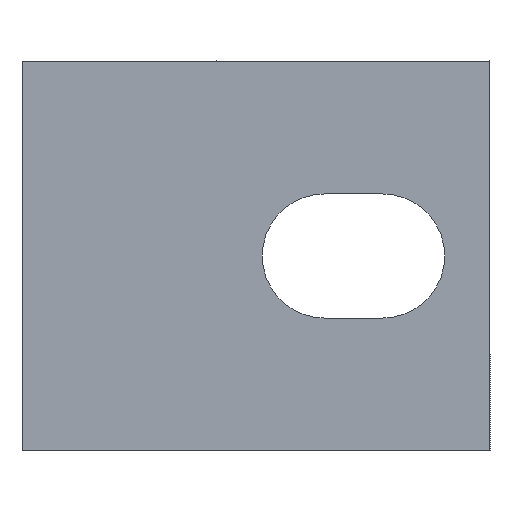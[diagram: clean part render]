
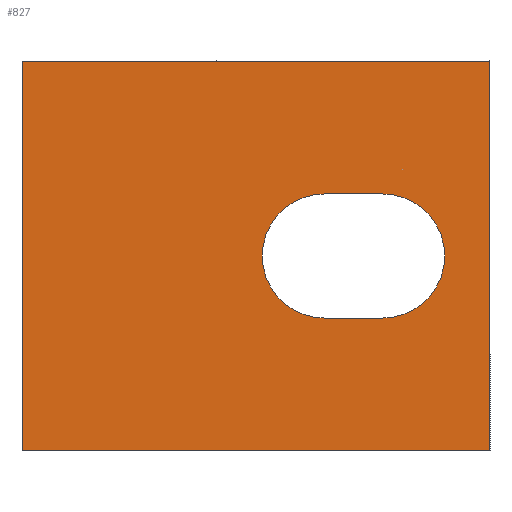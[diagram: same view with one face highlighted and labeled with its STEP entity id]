
A CAD part, front view. The second image highlights one B-rep face of the part: STEP entity #827.
In plain terms, the highlighted planar face has unit normal (0, -1, 0).
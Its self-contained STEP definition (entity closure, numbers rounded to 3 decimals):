
#7 = EDGE_CURVE ( 'NONE', #645, #178, #598, .T. ) ;
#10 = CARTESIAN_POINT ( 'NONE',  ( 9.25, -7.021, -2.255 ) ) ;
#17 = VERTEX_POINT ( 'NONE', #289 ) ;
#34 = AXIS2_PLACEMENT_3D ( 'NONE', #480, #253, #409 ) ;
#40 = EDGE_CURVE ( 'NONE', #167, #432, #131, .T. ) ;
#50 = DIRECTION ( 'NONE',  ( 0., 1., 0. ) ) ;
#73 = FACE_OUTER_BOUND ( 'NONE', #242, .T. ) ;
#80 = DIRECTION ( 'NONE',  ( 0., 1., 0. ) ) ;
#83 = AXIS2_PLACEMENT_3D ( 'NONE', #641, #80, #403 ) ;
#89 = PLANE ( 'NONE',  #34 ) ;
#97 = CARTESIAN_POINT ( 'NONE',  ( 6.16, -7.021, -0.665 ) ) ;
#106 = ORIENTED_EDGE ( 'NONE', *, *, #714, .F. ) ;
#107 = CARTESIAN_POINT ( 'NONE',  ( 0., -7.021, 0.925 ) ) ;
#124 = LINE ( 'NONE', #843, #731 ) ;
#131 = CIRCLE ( 'NONE', #710, 1.59 ) ;
#133 = EDGE_CURVE ( 'NONE', #178, #17, #392, .T. ) ;
#141 = DIRECTION ( 'NONE',  ( -1., 0., 0. ) ) ;
#167 = VERTEX_POINT ( 'NONE', #314 ) ;
#178 = VERTEX_POINT ( 'NONE', #1000 ) ;
#192 = ORIENTED_EDGE ( 'NONE', *, *, #133, .T. ) ;
#210 = DIRECTION ( 'NONE',  ( 0., 0., -1. ) ) ;
#213 = CARTESIAN_POINT ( 'NONE',  ( 9.25, -7.021, -0.665 ) ) ;
#242 = EDGE_LOOP ( 'NONE', ( #192, #106, #892, #327 ) ) ;
#253 = DIRECTION ( 'NONE',  ( 0., 1., 0. ) ) ;
#257 = EDGE_CURVE ( 'NONE', #554, #167, #558, .T. ) ;
#259 = ORIENTED_EDGE ( 'NONE', *, *, #380, .F. ) ;
#289 = CARTESIAN_POINT ( 'NONE',  ( 0., -7.021, -5.665 ) ) ;
#292 = DIRECTION ( 'NONE',  ( 0., 1., 0. ) ) ;
#300 = LINE ( 'NONE', #847, #842 ) ;
#314 = CARTESIAN_POINT ( 'NONE',  ( 7.75, -7.021, -2.255 ) ) ;
#321 = CARTESIAN_POINT ( 'NONE',  ( 0., -7.021, 4.335 ) ) ;
#327 = ORIENTED_EDGE ( 'NONE', *, *, #7, .T. ) ;
#339 = ORIENTED_EDGE ( 'NONE', *, *, #257, .T. ) ;
#352 = DIRECTION ( 'NONE',  ( 0., 0., -1. ) ) ;
#377 = CARTESIAN_POINT ( 'NONE',  ( 12., -7.021, 4.335 ) ) ;
#380 = EDGE_CURVE ( 'NONE', #906, #700, #514, .T. ) ;
#381 = CARTESIAN_POINT ( 'NONE',  ( 0., -7.021, -2.255 ) ) ;
#392 = LINE ( 'NONE', #321, #919 ) ;
#403 = DIRECTION ( 'NONE',  ( -1., 0., 0. ) ) ;
#409 = DIRECTION ( 'NONE',  ( 0., 0., 1. ) ) ;
#411 = VERTEX_POINT ( 'NONE', #491 ) ;
#432 = VERTEX_POINT ( 'NONE', #97 ) ;
#441 = DIRECTION ( 'NONE',  ( -1., 0., 0. ) ) ;
#471 = EDGE_CURVE ( 'NONE', #432, #700, #530, .T. ) ;
#480 = CARTESIAN_POINT ( 'NONE',  ( 12., -7.021, 4.335 ) ) ;
#491 = CARTESIAN_POINT ( 'NONE',  ( 12., -7.021, -5.665 ) ) ;
#496 = DIRECTION ( 'NONE',  ( -1., 0., 0. ) ) ;
#514 = LINE ( 'NONE', #107, #662 ) ;
#530 = CIRCLE ( 'NONE', #83, 1.59 ) ;
#554 = VERTEX_POINT ( 'NONE', #10 ) ;
#558 = LINE ( 'NONE', #381, #908 ) ;
#565 = ORIENTED_EDGE ( 'NONE', *, *, #703, .T. ) ;
#576 = VECTOR ( 'NONE', #767, 1000. ) ;
#588 = EDGE_CURVE ( 'NONE', #645, #411, #124, .T. ) ;
#598 = LINE ( 'NONE', #377, #576 ) ;
#617 = ORIENTED_EDGE ( 'NONE', *, *, #471, .T. ) ;
#641 = CARTESIAN_POINT ( 'NONE',  ( 7.75, -7.021, -0.665 ) ) ;
#645 = VERTEX_POINT ( 'NONE', #840 ) ;
#662 = VECTOR ( 'NONE', #496, 1000. ) ;
#683 = DIRECTION ( 'NONE',  ( -1., 0., 0. ) ) ;
#698 = DIRECTION ( 'NONE',  ( -1., 0., 0. ) ) ;
#700 = VERTEX_POINT ( 'NONE', #853 ) ;
#703 = EDGE_CURVE ( 'NONE', #906, #554, #889, .T. ) ;
#710 = AXIS2_PLACEMENT_3D ( 'NONE', #985, #292, #441 ) ;
#714 = EDGE_CURVE ( 'NONE', #411, #17, #300, .T. ) ;
#731 = VECTOR ( 'NONE', #352, 1000. ) ;
#762 = ORIENTED_EDGE ( 'NONE', *, *, #40, .T. ) ;
#767 = DIRECTION ( 'NONE',  ( -1., 0., 0. ) ) ;
#786 = FACE_BOUND ( 'NONE', #959, .T. ) ;
#827 = ADVANCED_FACE ( 'NONE', ( #786, #73 ), #89, .F. ) ;
#840 = CARTESIAN_POINT ( 'NONE',  ( 12., -7.021, 4.335 ) ) ;
#842 = VECTOR ( 'NONE', #683, 1000. ) ;
#843 = CARTESIAN_POINT ( 'NONE',  ( 12., -7.021, 4.335 ) ) ;
#847 = CARTESIAN_POINT ( 'NONE',  ( 12., -7.021, -5.665 ) ) ;
#853 = CARTESIAN_POINT ( 'NONE',  ( 7.75, -7.021, 0.925 ) ) ;
#889 = CIRCLE ( 'NONE', #1007, 1.59 ) ;
#892 = ORIENTED_EDGE ( 'NONE', *, *, #588, .F. ) ;
#906 = VERTEX_POINT ( 'NONE', #980 ) ;
#908 = VECTOR ( 'NONE', #698, 1000. ) ;
#919 = VECTOR ( 'NONE', #210, 1000. ) ;
#959 = EDGE_LOOP ( 'NONE', ( #565, #339, #762, #617, #259 ) ) ;
#980 = CARTESIAN_POINT ( 'NONE',  ( 9.25, -7.021, 0.925 ) ) ;
#985 = CARTESIAN_POINT ( 'NONE',  ( 7.75, -7.021, -0.665 ) ) ;
#1000 = CARTESIAN_POINT ( 'NONE',  ( 0., -7.021, 4.335 ) ) ;
#1007 = AXIS2_PLACEMENT_3D ( 'NONE', #213, #50, #141 ) ;
